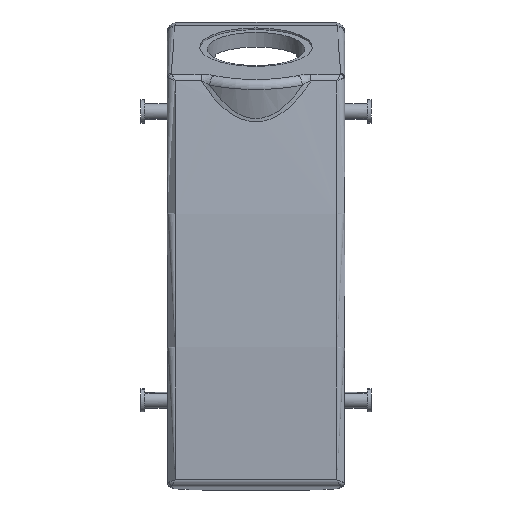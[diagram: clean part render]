
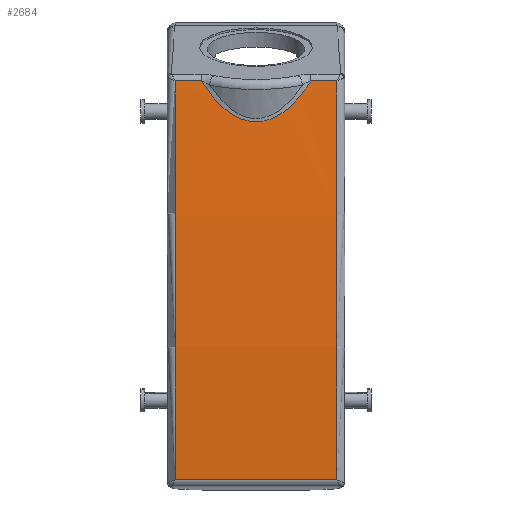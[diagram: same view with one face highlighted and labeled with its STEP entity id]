
A CAD part, top view. The second image highlights one B-rep face of the part: STEP entity #2684.
In plain terms, the highlighted cylindrical face has radius 600 mm (diameter 1200 mm), a partial arc.
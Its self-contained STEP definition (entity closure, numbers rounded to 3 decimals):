
#2623=AXIS2_PLACEMENT_3D('Cylinder Axis2P3D',#2620,#2621,#2622) ;
#2661=AXIS2_PLACEMENT_3D('Circle Axis2P3D',#2659,#2660,$) ;
#2666=AXIS2_PLACEMENT_3D('Circle Axis2P3D',#2664,#2665,$) ;
#1090=CARTESIAN_POINT('Vertex',(50.25,2.572,58.792)) ;
#1093=CARTESIAN_POINT('Line Origine',(29.5,2.572,58.792)) ;
#1097=CARTESIAN_POINT('Vertex',(8.75,2.572,58.792)) ;
#2620=CARTESIAN_POINT('Axis2P3D Location',(29.5,54.,-539.)) ;
#2626=CARTESIAN_POINT('Control Point',(15.428,104.788,58.847)) ;
#2627=CARTESIAN_POINT('Control Point',(15.716,104.325,58.886)) ;
#2628=CARTESIAN_POINT('Control Point',(16.011,103.866,58.925)) ;
#2629=CARTESIAN_POINT('Control Point',(16.315,103.411,58.962)) ;
#2630=CARTESIAN_POINT('Control Point',(17.754,101.337,59.132)) ;
#2631=CARTESIAN_POINT('Control Point',(19.379,99.388,59.284)) ;
#2632=CARTESIAN_POINT('Control Point',(20.801,97.953,59.39)) ;
#2633=CARTESIAN_POINT('Control Point',(23.09,96.145,59.519)) ;
#2634=CARTESIAN_POINT('Control Point',(25.75,94.981,59.599)) ;
#2635=CARTESIAN_POINT('Control Point',(26.591,94.699,59.618)) ;
#2636=CARTESIAN_POINT('Control Point',(28.47,94.277,59.647)) ;
#2637=CARTESIAN_POINT('Control Point',(30.405,94.297,59.645)) ;
#2638=CARTESIAN_POINT('Control Point',(31.437,94.445,59.635)) ;
#2639=CARTESIAN_POINT('Control Point',(33.744,95.07,59.593)) ;
#2640=CARTESIAN_POINT('Control Point',(35.829,96.227,59.513)) ;
#2641=CARTESIAN_POINT('Control Point',(36.926,97.008,59.457)) ;
#2642=CARTESIAN_POINT('Control Point',(39.114,98.866,59.322)) ;
#2643=CARTESIAN_POINT('Control Point',(40.984,101.026,59.156)) ;
#2644=CARTESIAN_POINT('Control Point',(41.91,102.24,59.06)) ;
#2645=CARTESIAN_POINT('Control Point',(42.77,103.497,58.956)) ;
#2646=CARTESIAN_POINT('Control Point',(43.572,104.788,58.847)) ;
#2647=CARTESIAN_POINT('Vertex',(43.572,104.788,58.847)) ;
#2649=CARTESIAN_POINT('Vertex',(15.428,104.788,58.847)) ;
#2652=CARTESIAN_POINT('Line Origine',(18.125,104.788,58.847)) ;
#2656=CARTESIAN_POINT('Vertex',(8.75,104.788,58.847)) ;
#2659=CARTESIAN_POINT('Axis2P3D Location',(8.75,54.,-539.)) ;
#2664=CARTESIAN_POINT('Axis2P3D Location',(50.25,54.,-539.)) ;
#2668=CARTESIAN_POINT('Vertex',(50.25,104.788,58.847)) ;
#2671=CARTESIAN_POINT('Line Origine',(18.125,104.788,58.847)) ;
#1094=DIRECTION('Vector Direction',(-1.,0.,0.)) ;
#2621=DIRECTION('Axis2P3D Direction',(-1.,0.,0.)) ;
#2622=DIRECTION('Axis2P3D XDirection',(0.,-0.317,0.949)) ;
#2653=DIRECTION('Vector Direction',(-1.,0.,0.)) ;
#2660=DIRECTION('Axis2P3D Direction',(-1.,0.,0.)) ;
#2665=DIRECTION('Axis2P3D Direction',(-1.,0.,0.)) ;
#2672=DIRECTION('Vector Direction',(-1.,0.,0.)) ;
#1095=VECTOR('Line Direction',#1094,1.) ;
#2654=VECTOR('Line Direction',#2653,1.) ;
#2673=VECTOR('Line Direction',#2672,1.) ;
#2677=ORIENTED_EDGE('',*,*,#2651,.T.) ;
#2678=ORIENTED_EDGE('',*,*,#2658,.T.) ;
#2679=ORIENTED_EDGE('',*,*,#2663,.T.) ;
#2680=ORIENTED_EDGE('',*,*,#1099,.T.) ;
#2681=ORIENTED_EDGE('',*,*,#2670,.T.) ;
#2682=ORIENTED_EDGE('',*,*,#2675,.T.) ;
#2684=ADVANCED_FACE('Hood',(#2683),#2624,.T.) ;
#2625=B_SPLINE_CURVE_WITH_KNOTS('',5,(#2626,#2627,#2628,#2629,#2630,#2631,#2632,#2633,#2634,#2635,#2636,#2637,#2638,#2639,#2640,#2641,#2642,#2643,#2644,#2645,#2646),.UNSPECIFIED.,.F.,.U.,(6,3,3,3,3,3,6),(33.694,37.507,51.294,57.295,64.327,73.483,84.1),.UNSPECIFIED.) ;
#2662=CIRCLE('generated circle',#2661,600.) ;
#2667=CIRCLE('generated circle',#2666,600.) ;
#2624=CYLINDRICAL_SURFACE('generated cylinder',#2623,600.) ;
#1099=EDGE_CURVE('',#1098,#1091,#1096,.F.) ;
#2651=EDGE_CURVE('',#2648,#2650,#2625,.F.) ;
#2658=EDGE_CURVE('',#2650,#2657,#2655,.T.) ;
#2663=EDGE_CURVE('',#2657,#1098,#2662,.F.) ;
#2670=EDGE_CURVE('',#1091,#2669,#2667,.T.) ;
#2675=EDGE_CURVE('',#2669,#2648,#2674,.T.) ;
#2676=EDGE_LOOP('',(#2677,#2678,#2679,#2680,#2681,#2682)) ;
#2683=FACE_OUTER_BOUND('',#2676,.T.) ;
#1096=LINE('Line',#1093,#1095) ;
#2655=LINE('Line',#2652,#2654) ;
#2674=LINE('Line',#2671,#2673) ;
#1091=VERTEX_POINT('',#1090) ;
#1098=VERTEX_POINT('',#1097) ;
#2648=VERTEX_POINT('',#2647) ;
#2650=VERTEX_POINT('',#2649) ;
#2657=VERTEX_POINT('',#2656) ;
#2669=VERTEX_POINT('',#2668) ;
